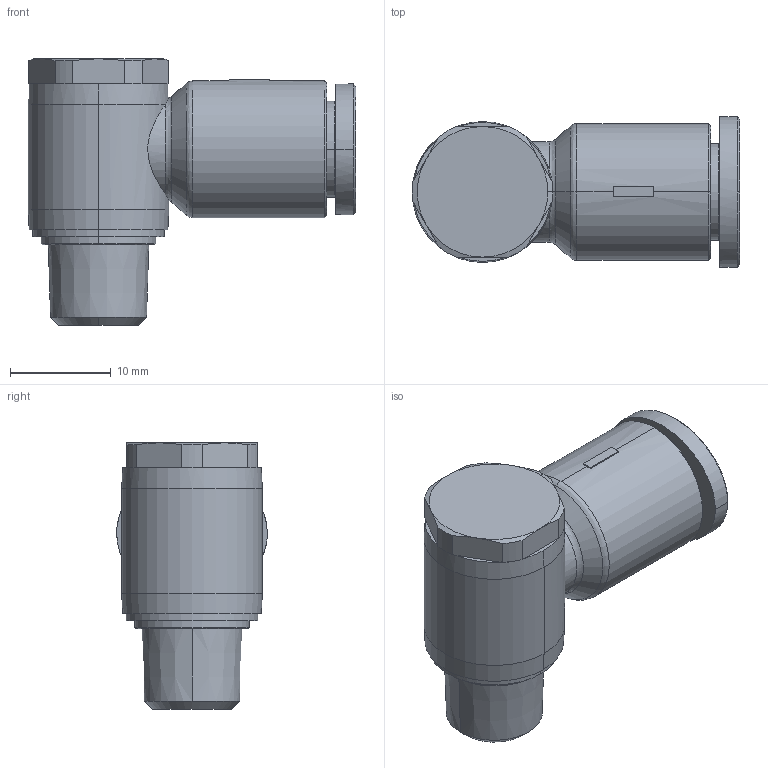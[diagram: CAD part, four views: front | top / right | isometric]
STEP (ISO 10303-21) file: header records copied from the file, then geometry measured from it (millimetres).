
FILE_DESCRIPTION (( 'STEP AP214' ), '1' );
FILE_NAME ('PH08-01.stp', '2015-08-28T09:57:07', ( '' ), ( '' ), 'SwSTEP 2.0', 'SolidWorks 2015', '' );
FILE_SCHEMA (( 'AUTOMOTIVE_DESIGN' ));
Length unit declared in the file: millimetre
Products named in the file (2): PH08-01; ｦ+ﾃｦ1
Assembly tree (1 placements, depth 2):
  PH08-01
    ｦ+ﾃｦ1
Bounding box: 32.6 x 15 x 26.5 mm (x, y, z)
Volume: 4458.9 mm3; surface area: 3224.5 mm2
Topology: 1 solids, 1 shells, 458 faces, 1267 edges, 832 vertices
Faces by surface type: plane 365, bspline 32, cylinder 30, cone 29, torus 2
Entity records: 16217 total; most frequent: CARTESIAN_POINT 3874, ORIENTED_EDGE 2530, DIRECTION 2149, EDGE_CURVE 1265, LINE 1053, VECTOR 1053, VERTEX_POINT 832, AXIS2_PLACEMENT_3D 548
